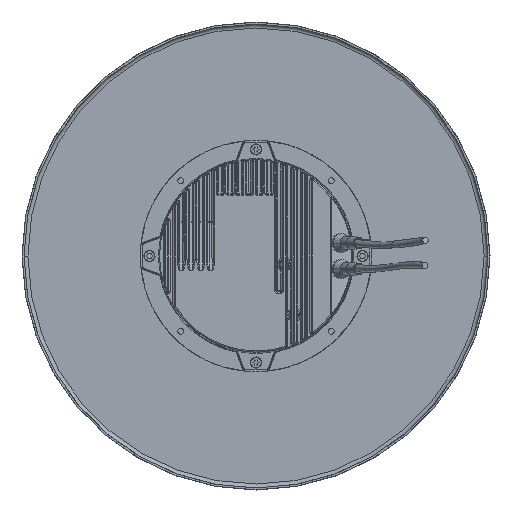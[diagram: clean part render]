
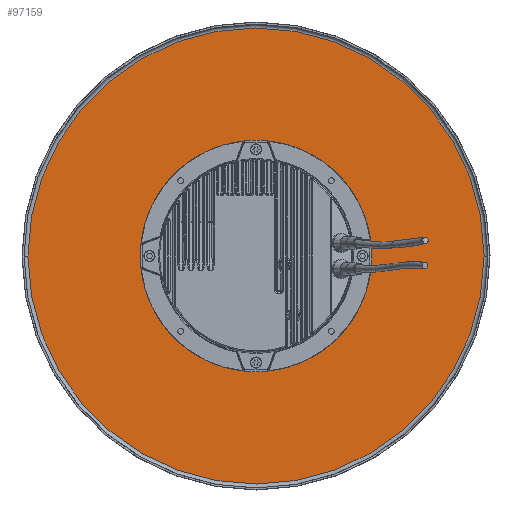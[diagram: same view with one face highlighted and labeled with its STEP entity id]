
A CAD part, left-side view. The second image highlights one B-rep face of the part: STEP entity #97159.
In plain terms, the highlighted face is planar.
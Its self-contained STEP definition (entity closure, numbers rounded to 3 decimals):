
#94526=CARTESIAN_POINT('',(0.,-1.5,0.));
#94527=DIRECTION('',(0.,-1.,0.));
#94528=DIRECTION('',(1.,0.,0.));
#94529=AXIS2_PLACEMENT_3D('',#94526,#94527,#94528);
#94541=CARTESIAN_POINT('',(0.,-1.5,0.));
#94542=DIRECTION('',(0.,1.,0.));
#94543=DIRECTION('',(1.,0.,0.));
#94544=AXIS2_PLACEMENT_3D('',#94541,#94542,#94543);
#94546=CARTESIAN_POINT('',(0.,-1.5,0.));
#94547=DIRECTION('',(0.,1.,0.));
#94548=DIRECTION('',(-1.,0.,0.));
#94549=AXIS2_PLACEMENT_3D('',#94546,#94547,#94548);
#94551=CARTESIAN_POINT('',(0.,-1.5,0.));
#94552=DIRECTION('',(0.,-1.,0.));
#94553=DIRECTION('',(-1.,0.,0.));
#94554=AXIS2_PLACEMENT_3D('',#94551,#94552,#94553);
#94556=CARTESIAN_POINT('',(0.,-1.5,0.));
#94557=DIRECTION('',(0.,-1.,0.));
#94558=DIRECTION('',(1.,0.,0.));
#94559=AXIS2_PLACEMENT_3D('',#94556,#94557,#94558);
#94561=CARTESIAN_POINT('',(0.,-1.5,-65.));
#94562=DIRECTION('',(0.,-1.,0.));
#94563=DIRECTION('',(-1.,0.,0.));
#94564=AXIS2_PLACEMENT_3D('',#94561,#94562,#94563);
#94566=CARTESIAN_POINT('',(0.,-1.5,-65.));
#94567=DIRECTION('',(0.,-1.,0.));
#94568=DIRECTION('',(1.,0.,0.));
#94569=AXIS2_PLACEMENT_3D('',#94566,#94567,#94568);
#94571=CARTESIAN_POINT('',(56.292,-1.5,32.5));
#94572=DIRECTION('',(0.,-1.,0.));
#94573=DIRECTION('',(-1.,0.,0.));
#94574=AXIS2_PLACEMENT_3D('',#94571,#94572,#94573);
#94576=CARTESIAN_POINT('',(56.292,-1.5,32.5));
#94577=DIRECTION('',(0.,-1.,0.));
#94578=DIRECTION('',(1.,0.,0.));
#94579=AXIS2_PLACEMENT_3D('',#94576,#94577,#94578);
#94581=CARTESIAN_POINT('',(-56.292,-1.5,32.5));
#94582=DIRECTION('',(0.,-1.,0.));
#94583=DIRECTION('',(-1.,0.,0.));
#94584=AXIS2_PLACEMENT_3D('',#94581,#94582,#94583);
#94586=CARTESIAN_POINT('',(-56.292,-1.5,32.5));
#94587=DIRECTION('',(0.,-1.,0.));
#94588=DIRECTION('',(1.,0.,0.));
#94589=AXIS2_PLACEMENT_3D('',#94586,#94587,#94588);
#94591=CARTESIAN_POINT('',(-32.5,-1.5,-56.292));
#94592=DIRECTION('',(0.,-1.,0.));
#94593=DIRECTION('',(-1.,0.,0.));
#94594=AXIS2_PLACEMENT_3D('',#94591,#94592,#94593);
#94596=CARTESIAN_POINT('',(-32.5,-1.5,-56.292));
#94597=DIRECTION('',(0.,-1.,0.));
#94598=DIRECTION('',(1.,0.,0.));
#94599=AXIS2_PLACEMENT_3D('',#94596,#94597,#94598);
#94601=CARTESIAN_POINT('',(32.5,-1.5,-56.292));
#94602=DIRECTION('',(0.,-1.,0.));
#94603=DIRECTION('',(-0.5,0.,-0.866));
#94604=AXIS2_PLACEMENT_3D('',#94601,#94602,#94603);
#94606=CARTESIAN_POINT('',(32.5,-1.5,-56.292));
#94607=DIRECTION('',(0.,-1.,0.));
#94608=DIRECTION('',(0.5,0.,0.866));
#94609=AXIS2_PLACEMENT_3D('',#94606,#94607,#94608);
#94611=CARTESIAN_POINT('',(65.,-1.5,0.));
#94612=DIRECTION('',(0.,-1.,0.));
#94613=DIRECTION('',(0.5,0.,-0.866));
#94614=AXIS2_PLACEMENT_3D('',#94611,#94612,#94613);
#94616=CARTESIAN_POINT('',(65.,-1.5,0.));
#94617=DIRECTION('',(0.,-1.,0.));
#94618=DIRECTION('',(-0.5,0.,0.866));
#94619=AXIS2_PLACEMENT_3D('',#94616,#94617,#94618);
#94621=CARTESIAN_POINT('',(32.5,-1.5,56.292));
#94622=DIRECTION('',(0.,-1.,0.));
#94623=DIRECTION('',(1.,0.,0.));
#94624=AXIS2_PLACEMENT_3D('',#94621,#94622,#94623);
#94626=CARTESIAN_POINT('',(32.5,-1.5,56.292));
#94627=DIRECTION('',(0.,-1.,0.));
#94628=DIRECTION('',(-1.,0.,0.));
#94629=AXIS2_PLACEMENT_3D('',#94626,#94627,#94628);
#94631=CARTESIAN_POINT('',(-32.5,-1.5,56.292));
#94632=DIRECTION('',(0.,-1.,0.));
#94633=DIRECTION('',(0.5,0.,0.866));
#94634=AXIS2_PLACEMENT_3D('',#94631,#94632,#94633);
#94636=CARTESIAN_POINT('',(-32.5,-1.5,56.292));
#94637=DIRECTION('',(0.,-1.,0.));
#94638=DIRECTION('',(-0.5,0.,-0.866));
#94639=AXIS2_PLACEMENT_3D('',#94636,#94637,#94638);
#94641=CARTESIAN_POINT('',(-65.,-1.5,0.));
#94642=DIRECTION('',(0.,-1.,0.));
#94643=DIRECTION('',(-0.5,0.,0.866));
#94644=AXIS2_PLACEMENT_3D('',#94641,#94642,#94643);
#94646=CARTESIAN_POINT('',(-65.,-1.5,0.));
#94647=DIRECTION('',(0.,-1.,0.));
#94648=DIRECTION('',(0.5,0.,-0.866));
#94649=AXIS2_PLACEMENT_3D('',#94646,#94647,#94648);
#94651=CARTESIAN_POINT('',(0.,-1.5,0.));
#94652=DIRECTION('',(0.,-1.,0.));
#94653=DIRECTION('',(-1.,0.,0.));
#94654=AXIS2_PLACEMENT_3D('',#94651,#94652,#94653);
#96501=CARTESIAN_POINT('',(175.5,-1.5,0.));
#96502=CARTESIAN_POINT('',(175.498,-1.5,0.77));
#96503=VERTEX_POINT('',#96501);
#96504=VERTEX_POINT('',#96502);
#96505=CARTESIAN_POINT('',(-175.5,-1.5,0.));
#96506=VERTEX_POINT('',#96505);
#96507=CARTESIAN_POINT('',(-175.498,-1.5,-0.77));
#96508=VERTEX_POINT('',#96507);
#96509=CARTESIAN_POINT('',(-56.,-1.5,0.));
#96510=CARTESIAN_POINT('',(56.,-1.5,0.));
#96511=VERTEX_POINT('',#96509);
#96512=VERTEX_POINT('',#96510);
#96513=CARTESIAN_POINT('',(-2.5,-1.5,-65.));
#96514=CARTESIAN_POINT('',(2.5,-1.5,-65.));
#96515=VERTEX_POINT('',#96513);
#96516=VERTEX_POINT('',#96514);
#96517=CARTESIAN_POINT('',(53.792,-1.5,32.5));
#96518=CARTESIAN_POINT('',(58.792,-1.5,32.5));
#96519=VERTEX_POINT('',#96517);
#96520=VERTEX_POINT('',#96518);
#96521=CARTESIAN_POINT('',(-58.792,-1.5,32.5));
#96522=CARTESIAN_POINT('',(-53.792,-1.5,32.5));
#96523=VERTEX_POINT('',#96521);
#96524=VERTEX_POINT('',#96522);
#96525=CARTESIAN_POINT('',(-35.75,-1.5,-56.292));
#96526=CARTESIAN_POINT('',(-29.25,-1.5,-56.292));
#96527=VERTEX_POINT('',#96525);
#96528=VERTEX_POINT('',#96526);
#96529=CARTESIAN_POINT('',(30.875,-1.5,-59.106));
#96530=CARTESIAN_POINT('',(34.125,-1.5,-53.477));
#96531=VERTEX_POINT('',#96529);
#96532=VERTEX_POINT('',#96530);
#96533=CARTESIAN_POINT('',(66.625,-1.5,-2.815));
#96534=CARTESIAN_POINT('',(63.375,-1.5,2.815));
#96535=VERTEX_POINT('',#96533);
#96536=VERTEX_POINT('',#96534);
#96537=CARTESIAN_POINT('',(35.75,-1.5,56.292));
#96538=CARTESIAN_POINT('',(29.25,-1.5,56.292));
#96539=VERTEX_POINT('',#96537);
#96540=VERTEX_POINT('',#96538);
#96541=CARTESIAN_POINT('',(-30.875,-1.5,59.106));
#96542=CARTESIAN_POINT('',(-34.125,-1.5,53.477));
#96543=VERTEX_POINT('',#96541);
#96544=VERTEX_POINT('',#96542);
#96545=CARTESIAN_POINT('',(-66.625,-1.5,2.815));
#96546=CARTESIAN_POINT('',(-63.375,-1.5,-2.815));
#96547=VERTEX_POINT('',#96545);
#96548=VERTEX_POINT('',#96546);
#97086=CARTESIAN_POINT('',(0.,-1.5,0.));
#97087=DIRECTION('',(0.,1.,0.));
#97088=DIRECTION('',(1.,0.,0.));
#97089=AXIS2_PLACEMENT_3D('',#97086,#97087,#97088);
#97090=PLANE('',#97089);
#97092=ORIENTED_EDGE('',*,*,#97091,.T.);
#97094=ORIENTED_EDGE('',*,*,#97093,.F.);
#97095=ORIENTED_EDGE('',*,*,#97075,.T.);
#97096=ORIENTED_EDGE('',*,*,#97073,.F.);
#97097=EDGE_LOOP('',(#97092,#97094,#97095,#97096));
#97098=FACE_OUTER_BOUND('',#97097,.F.);
#97100=ORIENTED_EDGE('',*,*,#97099,.T.);
#97102=ORIENTED_EDGE('',*,*,#97101,.T.);
#97103=EDGE_LOOP('',(#97100,#97102));
#97104=FACE_BOUND('',#97103,.F.);
#97106=ORIENTED_EDGE('',*,*,#97105,.T.);
#97108=ORIENTED_EDGE('',*,*,#97107,.T.);
#97109=EDGE_LOOP('',(#97106,#97108));
#97110=FACE_BOUND('',#97109,.F.);
#97112=ORIENTED_EDGE('',*,*,#97111,.T.);
#97114=ORIENTED_EDGE('',*,*,#97113,.T.);
#97115=EDGE_LOOP('',(#97112,#97114));
#97116=FACE_BOUND('',#97115,.F.);
#97118=ORIENTED_EDGE('',*,*,#97117,.T.);
#97120=ORIENTED_EDGE('',*,*,#97119,.T.);
#97121=EDGE_LOOP('',(#97118,#97120));
#97122=FACE_BOUND('',#97121,.F.);
#97124=ORIENTED_EDGE('',*,*,#97123,.T.);
#97126=ORIENTED_EDGE('',*,*,#97125,.T.);
#97127=EDGE_LOOP('',(#97124,#97126));
#97128=FACE_BOUND('',#97127,.F.);
#97130=ORIENTED_EDGE('',*,*,#97129,.T.);
#97132=ORIENTED_EDGE('',*,*,#97131,.T.);
#97133=EDGE_LOOP('',(#97130,#97132));
#97134=FACE_BOUND('',#97133,.F.);
#97136=ORIENTED_EDGE('',*,*,#97135,.T.);
#97138=ORIENTED_EDGE('',*,*,#97137,.T.);
#97139=EDGE_LOOP('',(#97136,#97138));
#97140=FACE_BOUND('',#97139,.F.);
#97142=ORIENTED_EDGE('',*,*,#97141,.T.);
#97144=ORIENTED_EDGE('',*,*,#97143,.T.);
#97145=EDGE_LOOP('',(#97142,#97144));
#97146=FACE_BOUND('',#97145,.F.);
#97148=ORIENTED_EDGE('',*,*,#97147,.T.);
#97150=ORIENTED_EDGE('',*,*,#97149,.T.);
#97151=EDGE_LOOP('',(#97148,#97150));
#97152=FACE_BOUND('',#97151,.F.);
#97154=ORIENTED_EDGE('',*,*,#97153,.T.);
#97156=ORIENTED_EDGE('',*,*,#97155,.T.);
#97157=EDGE_LOOP('',(#97154,#97156));
#97158=FACE_BOUND('',#97157,.F.);
#97159=ADVANCED_FACE('',(#97098,#97104,#97110,#97116,#97122,#97128,#97134,
#97140,#97146,#97152,#97158),#97090,.F.);
#94530=CIRCLE('',#94529,175.5);
#94545=CIRCLE('',#94544,175.5);
#94550=CIRCLE('',#94549,175.5);
#94555=CIRCLE('',#94554,56.);
#94560=CIRCLE('',#94559,56.);
#94565=CIRCLE('',#94564,2.5);
#94570=CIRCLE('',#94569,2.5);
#94575=CIRCLE('',#94574,2.5);
#94580=CIRCLE('',#94579,2.5);
#94585=CIRCLE('',#94584,2.5);
#94590=CIRCLE('',#94589,2.5);
#94595=CIRCLE('',#94594,3.25);
#94600=CIRCLE('',#94599,3.25);
#94605=CIRCLE('',#94604,3.25);
#94610=CIRCLE('',#94609,3.25);
#94615=CIRCLE('',#94614,3.25);
#94620=CIRCLE('',#94619,3.25);
#94625=CIRCLE('',#94624,3.25);
#94630=CIRCLE('',#94629,3.25);
#94635=CIRCLE('',#94634,3.25);
#94640=CIRCLE('',#94639,3.25);
#94645=CIRCLE('',#94644,3.25);
#94650=CIRCLE('',#94649,3.25);
#94655=CIRCLE('',#94654,175.5);
#97073=EDGE_CURVE('',#96503,#96504,#94530,.T.);
#97075=EDGE_CURVE('',#96506,#96504,#94550,.T.);
#97091=EDGE_CURVE('',#96503,#96508,#94545,.T.);
#97093=EDGE_CURVE('',#96506,#96508,#94655,.T.);
#97099=EDGE_CURVE('',#96511,#96512,#94555,.T.);
#97101=EDGE_CURVE('',#96512,#96511,#94560,.T.);
#97105=EDGE_CURVE('',#96515,#96516,#94565,.T.);
#97107=EDGE_CURVE('',#96516,#96515,#94570,.T.);
#97111=EDGE_CURVE('',#96519,#96520,#94575,.T.);
#97113=EDGE_CURVE('',#96520,#96519,#94580,.T.);
#97117=EDGE_CURVE('',#96523,#96524,#94585,.T.);
#97119=EDGE_CURVE('',#96524,#96523,#94590,.T.);
#97123=EDGE_CURVE('',#96527,#96528,#94595,.T.);
#97125=EDGE_CURVE('',#96528,#96527,#94600,.T.);
#97129=EDGE_CURVE('',#96531,#96532,#94605,.T.);
#97131=EDGE_CURVE('',#96532,#96531,#94610,.T.);
#97135=EDGE_CURVE('',#96535,#96536,#94615,.T.);
#97137=EDGE_CURVE('',#96536,#96535,#94620,.T.);
#97141=EDGE_CURVE('',#96539,#96540,#94625,.T.);
#97143=EDGE_CURVE('',#96540,#96539,#94630,.T.);
#97147=EDGE_CURVE('',#96543,#96544,#94635,.T.);
#97149=EDGE_CURVE('',#96544,#96543,#94640,.T.);
#97153=EDGE_CURVE('',#96547,#96548,#94645,.T.);
#97155=EDGE_CURVE('',#96548,#96547,#94650,.T.);
